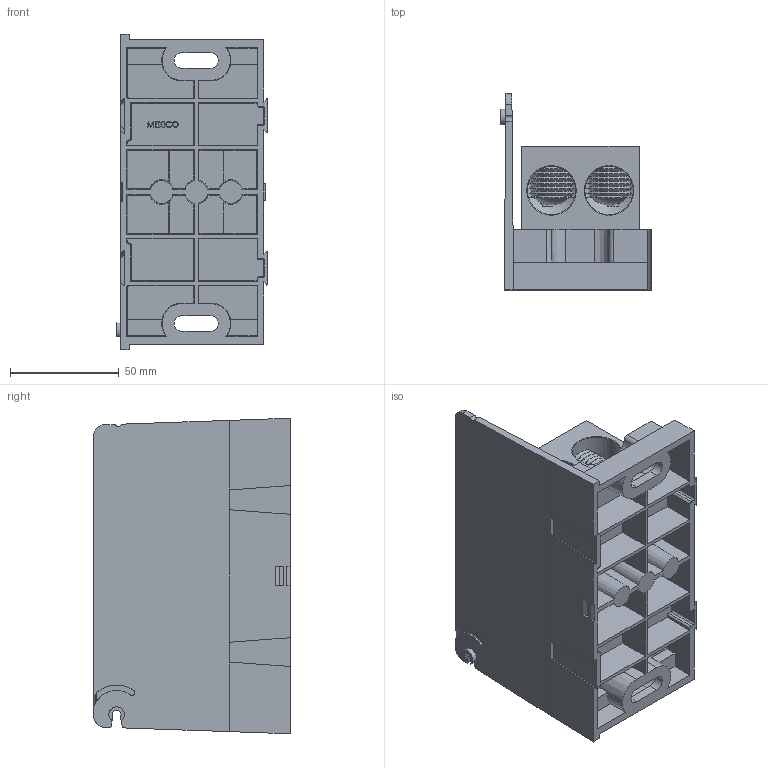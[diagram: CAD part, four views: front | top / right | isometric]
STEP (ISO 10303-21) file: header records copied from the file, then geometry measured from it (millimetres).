
FILE_DESCRIPTION (( 'STEP AP214' ), '1' );
FILE_NAME ('701913rev-ADDER.STEP', '2014-01-13T12:37:29', ( '' ), ( '' ), 'SwSTEP 2.0', 'SolidWorks 2013', '' );
FILE_SCHEMA (( 'AUTOMOTIVE_DESIGN' ));
Length unit declared in the file: inch
Products named in the file (1): 701913rev-ADDER
Bounding box: 69.22 x 90.17 x 144.78 mm (x, y, z)
Volume: 246631.4 mm3; surface area: 124197 mm2
Topology: 8 solids, 8 shells, 559 faces, 1419 edges, 909 vertices
Faces by surface type: plane 302, cone 141, cylinder 85, bspline 21, torus 6, sphere 4
Full cylindrical faces by diameter (mm): 4.928 x1, 6.909 x2, 10.795 x2, 12.7 x2, 19.05 x4, 22.225 x4
Entity records: 28191 total; most frequent: CARTESIAN_POINT 8364, ORIENTED_EDGE 2530, DIRECTION 2392, EDGE_CURVE 1265, VERTEX_POINT 881, VECTOR 802, LINE 802, AXIS2_PLACEMENT_3D 795
